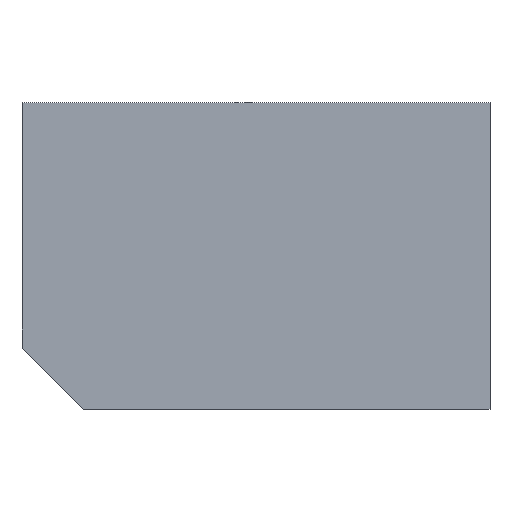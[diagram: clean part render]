
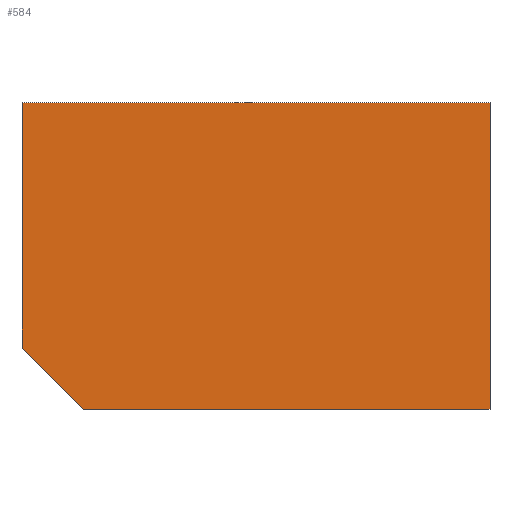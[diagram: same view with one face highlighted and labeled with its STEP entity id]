
A CAD part, top view. The second image highlights one B-rep face of the part: STEP entity #584.
In plain terms, the highlighted planar face has unit normal (0, 0, 1).
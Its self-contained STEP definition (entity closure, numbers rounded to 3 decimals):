
#9 = CARTESIAN_POINT ( 'NONE',  ( -50.941, 0., 0. ) ) ;
#45 = EDGE_CURVE ( 'NONE', #62, #355, #356, .T. ) ;
#52 = VECTOR ( 'NONE', #133, 1000. ) ;
#57 = DIRECTION ( 'NONE',  ( 1., 0., 0. ) ) ;
#62 = VERTEX_POINT ( 'NONE', #352 ) ;
#78 = VERTEX_POINT ( 'NONE', #411 ) ;
#88 = CARTESIAN_POINT ( 'NONE',  ( -50.941, 3.74, 0. ) ) ;
#95 = DIRECTION ( 'NONE',  ( 0., 1., 0. ) ) ;
#101 = CARTESIAN_POINT ( 'NONE',  ( -81.441, 7.74, 0. ) ) ;
#106 = VERTEX_POINT ( 'NONE', #116 ) ;
#109 = CARTESIAN_POINT ( 'NONE',  ( -36.851, -36.851, 0. ) ) ;
#116 = CARTESIAN_POINT ( 'NONE',  ( -77.441, 3.74, 0. ) ) ;
#133 = DIRECTION ( 'NONE',  ( 1., 0., 0. ) ) ;
#147 = LINE ( 'NONE', #109, #379 ) ;
#181 = LINE ( 'NONE', #370, #588 ) ;
#197 = ORIENTED_EDGE ( 'NONE', *, *, #45, .T. ) ;
#237 = CARTESIAN_POINT ( 'NONE',  ( 0., 0., 0. ) ) ;
#241 = ORIENTED_EDGE ( 'NONE', *, *, #256, .T. ) ;
#242 = PLANE ( 'NONE',  #460 ) ;
#256 = EDGE_CURVE ( 'NONE', #78, #62, #181, .T. ) ;
#274 = CARTESIAN_POINT ( 'NONE',  ( 0., 3.74, 0. ) ) ;
#291 = LINE ( 'NONE', #9, #443 ) ;
#295 = EDGE_CURVE ( 'NONE', #502, #78, #291, .T. ) ;
#297 = FACE_OUTER_BOUND ( 'NONE', #347, .T. ) ;
#316 = LINE ( 'NONE', #274, #52 ) ;
#343 = DIRECTION ( 'NONE',  ( 0.707, -0.707, 0. ) ) ;
#347 = EDGE_LOOP ( 'NONE', ( #504, #241, #197, #412, #424 ) ) ;
#352 = CARTESIAN_POINT ( 'NONE',  ( -81.441, 23.74, 0. ) ) ;
#355 = VERTEX_POINT ( 'NONE', #101 ) ;
#356 = LINE ( 'NONE', #451, #401 ) ;
#370 = CARTESIAN_POINT ( 'NONE',  ( 0., 23.74, 0. ) ) ;
#379 = VECTOR ( 'NONE', #343, 1000. ) ;
#401 = VECTOR ( 'NONE', #449, 1000. ) ;
#408 = EDGE_CURVE ( 'NONE', #106, #502, #316, .T. ) ;
#411 = CARTESIAN_POINT ( 'NONE',  ( -50.941, 23.74, 0. ) ) ;
#412 = ORIENTED_EDGE ( 'NONE', *, *, #561, .T. ) ;
#424 = ORIENTED_EDGE ( 'NONE', *, *, #408, .T. ) ;
#443 = VECTOR ( 'NONE', #95, 1000. ) ;
#449 = DIRECTION ( 'NONE',  ( 0., -1., 0. ) ) ;
#451 = CARTESIAN_POINT ( 'NONE',  ( -81.441, 0., 0. ) ) ;
#460 = AXIS2_PLACEMENT_3D ( 'NONE', #237, #577, #57 ) ;
#502 = VERTEX_POINT ( 'NONE', #88 ) ;
#504 = ORIENTED_EDGE ( 'NONE', *, *, #295, .T. ) ;
#560 = DIRECTION ( 'NONE',  ( -1., 0., 0. ) ) ;
#561 = EDGE_CURVE ( 'NONE', #355, #106, #147, .T. ) ;
#577 = DIRECTION ( 'NONE',  ( 0., 0., 1. ) ) ;
#584 = ADVANCED_FACE ( 'NONE', ( #297 ), #242, .T. ) ;
#588 = VECTOR ( 'NONE', #560, 1000. ) ;
